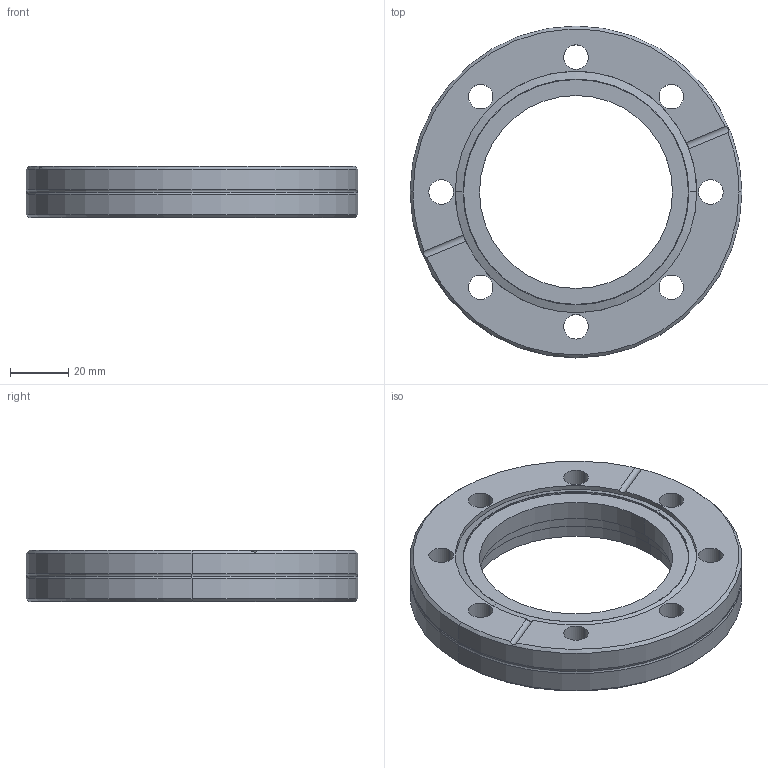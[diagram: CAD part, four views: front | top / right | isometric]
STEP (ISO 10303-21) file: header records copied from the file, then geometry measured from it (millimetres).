
FILE_DESCRIPTION (( 'STEP AP214' ), '1' );
FILE_NAME ('480FAD063-70.stp', '2017-04-24T10:00:47', ( '' ), ( '' ), 'SwSTEP 2.0', 'SolidWorks 2015', '' );
FILE_SCHEMA (( 'AUTOMOTIVE_DESIGN' ));
Length unit declared in the file: millimetre
Products named in the file (1): 480FAD063-70
Bounding box: 113.5 x 113.5 x 17.5 mm (x, y, z)
Volume: 101338.1 mm3; surface area: 34319.8 mm2
Topology: 2 solids, 2 shells, 57 faces, 136 edges, 84 vertices
Faces by surface type: cylinder 32, cone 10, torus 8, plane 7
Entity records: 2436 total; most frequent: DIRECTION 336, CARTESIAN_POINT 334, ORIENTED_EDGE 272, AXIS2_PLACEMENT_3D 146, EDGE_CURVE 136, CIRCLE 88, VERTEX_POINT 84, EDGE_LOOP 78
